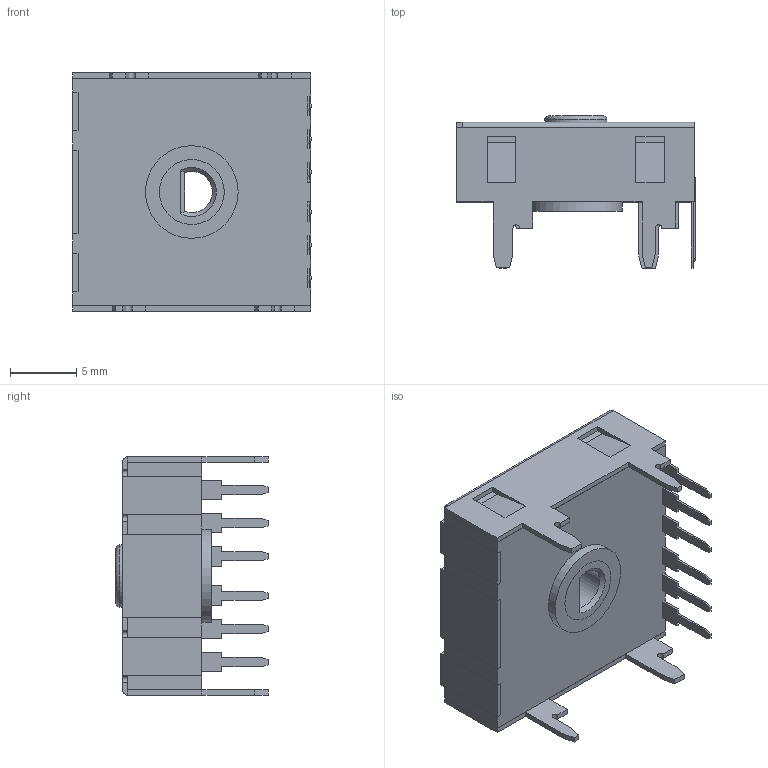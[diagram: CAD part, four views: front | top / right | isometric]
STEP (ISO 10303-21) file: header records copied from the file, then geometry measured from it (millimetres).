
FILE_DESCRIPTION(/* description */ (''),/* implementation_level */ '2;1');
FILE_NAME(/* name */ 'EN18ABHH22H0H0.stp',/* time_stamp */ '2022-03-02T11:11:07-05:00',/* author */ ('avery.harrell'),/* organization */ (''),/* preprocessor_version */ 'ST-DEVELOPER v17.2',/* originating_system */ 'Autodesk Inventor 2019',/* authorisation */ '');
FILE_SCHEMA (('AUTOMOTIVE_DESIGN { 1 0 10303 214 3 1 1 }'));
Length unit declared in the file: millimetre
Products named in the file (5): EN18ABHH22H0H0; EN18ABHH body; EN18ABHH bracket; EN18ABHH shaft; EN18ABHH terminal
Assembly tree (9 placements, depth 2):
  EN18ABHH22H0H0
    EN18ABHH body
    EN18ABHH bracket
    EN18ABHH shaft
    EN18ABHH terminal  x6
Bounding box: 18.02 x 11.5 x 18 mm (x, y, z)
Volume: 1923.4 mm3; surface area: 2664.6 mm2
Topology: 9 solids, 9 shells, 535 faces, 1426 edges, 928 vertices
Faces by surface type: plane 444, cylinder 70, sphere 12, bspline 6, cone 2, torus 1
Full cylindrical faces by diameter (mm): 1.3 x4, 1.5 x2, 4.7 x1, 4.9 x3, 7 x1
Entity records: 12309 total; most frequent: CARTESIAN_POINT 2179, ORIENTED_EDGE 2112, DIRECTION 1921, EDGE_CURVE 1056, LINE 979, VECTOR 979, VERTEX_POINT 698, AXIS2_PLACEMENT_3D 471
